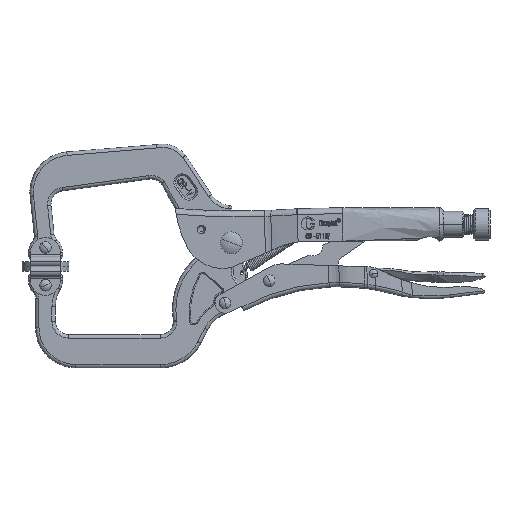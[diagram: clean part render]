
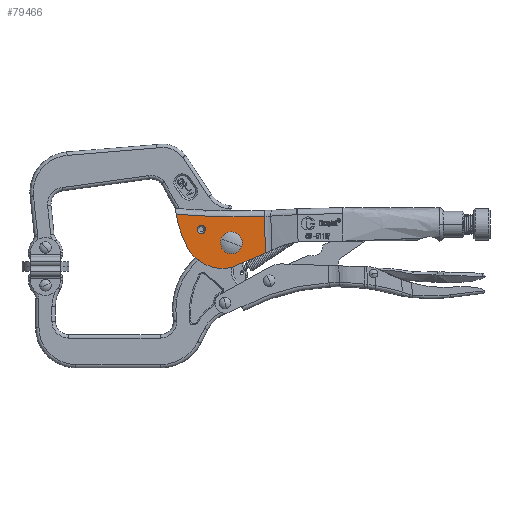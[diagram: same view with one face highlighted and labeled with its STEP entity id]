
A CAD part, top view. The second image highlights one B-rep face of the part: STEP entity #79466.
In plain terms, the highlighted planar face has unit normal (0, 0, 1).
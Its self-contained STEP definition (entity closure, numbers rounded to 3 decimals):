
#954 = DIRECTION ( 'NONE',  ( 0., 0., 1. ) ) ;
#1768 = CARTESIAN_POINT ( 'NONE',  ( 153.351, 78.701, 16. ) ) ;
#2652 = CARTESIAN_POINT ( 'NONE',  ( 128.768, 95.257, 16. ) ) ;
#6995 = AXIS2_PLACEMENT_3D ( 'NONE', #25440, #74211, #32470 ) ;
#7527 = EDGE_CURVE ( 'NONE', #30919, #54762, #20354, .T. ) ;
#7758 = ORIENTED_EDGE ( 'NONE', *, *, #83266, .T. ) ;
#8408 = VERTEX_POINT ( 'NONE', #73896 ) ;
#12520 = CARTESIAN_POINT ( 'NONE',  ( 132.973, 80.516, 16. ) ) ;
#14442 = CARTESIAN_POINT ( 'NONE',  ( 114.768, 103.257, 16. ) ) ;
#15747 = DIRECTION ( 'NONE',  ( 0., 0., -1. ) ) ;
#17759 = DIRECTION ( 'NONE',  ( 0., 0., -1. ) ) ;
#18851 = DIRECTION ( 'NONE',  ( -0.918, -0.397, 0. ) ) ;
#19072 = CARTESIAN_POINT ( 'NONE',  ( 132.768, 95.257, 16. ) ) ;
#20063 = ORIENTED_EDGE ( 'NONE', *, *, #7527, .F. ) ;
#20240 = AXIS2_PLACEMENT_3D ( 'NONE', #59527, #17759, #66532 ) ;
#20354 = CIRCLE ( 'NONE', #71000, 24. ) ;
#21469 = DIRECTION ( 'NONE',  ( 1., 0., 0. ) ) ;
#21679 = ORIENTED_EDGE ( 'NONE', *, *, #80307, .T. ) ;
#22082 = CARTESIAN_POINT ( 'NONE',  ( 137.514, 613.953, 16. ) ) ;
#24633 = CARTESIAN_POINT ( 'NONE',  ( 153.351, 78.701, 16. ) ) ;
#25216 = DIRECTION ( 'NONE',  ( 0., 0., -1. ) ) ;
#25440 = CARTESIAN_POINT ( 'NONE',  ( 132.768, 95.257, 16. ) ) ;
#25617 = EDGE_CURVE ( 'NONE', #43093, #62304, #83818, .T. ) ;
#25852 = ORIENTED_EDGE ( 'NONE', *, *, #25617, .T. ) ;
#26095 = DIRECTION ( 'NONE',  ( -1., 0., 0. ) ) ;
#26777 = VECTOR ( 'NONE', #18851, 1000. ) ;
#27082 = AXIS2_PLACEMENT_3D ( 'NONE', #22082, #70852, #29123 ) ;
#27612 = FACE_OUTER_BOUND ( 'NONE', #51453, .T. ) ;
#29123 = DIRECTION ( 'NONE',  ( -1., 0., 0. ) ) ;
#30919 = VERTEX_POINT ( 'NONE', #12520 ) ;
#31642 = DIRECTION ( 'NONE',  ( -0.026, 1., 0. ) ) ;
#31780 = AXIS2_PLACEMENT_3D ( 'NONE', #19072, #67834, #26095 ) ;
#32470 = DIRECTION ( 'NONE',  ( -1., 0., 0. ) ) ;
#33594 = EDGE_CURVE ( 'NONE', #54762, #62304, #89942, .T. ) ;
#33777 = CARTESIAN_POINT ( 'NONE',  ( 136.768, 95.257, 16. ) ) ;
#37725 = CARTESIAN_POINT ( 'NONE',  ( 106.335, 92.726, 16. ) ) ;
#38158 = ORIENTED_EDGE ( 'NONE', *, *, #63369, .F. ) ;
#39670 = CARTESIAN_POINT ( 'NONE',  ( 99.824, 112.246, 16. ) ) ;
#42309 = CARTESIAN_POINT ( 'NONE',  ( 117.268, 103.257, 16. ) ) ;
#42714 = CARTESIAN_POINT ( 'NONE',  ( 114.768, 103.257, 16. ) ) ;
#42877 = CARTESIAN_POINT ( 'NONE',  ( 152.507, 111.056, 16. ) ) ;
#43093 = VERTEX_POINT ( 'NONE', #42877 ) ;
#43982 = FACE_BOUND ( 'NONE', #81302, .T. ) ;
#45008 = VERTEX_POINT ( 'NONE', #33777 ) ;
#45444 = AXIS2_PLACEMENT_3D ( 'NONE', #1768, #15747, #64509 ) ;
#47856 = EDGE_CURVE ( 'NONE', #45008, #63884, #49335, .T. ) ;
#49335 = CIRCLE ( 'NONE', #31780, 4. ) ;
#49756 = DIRECTION ( 'NONE',  ( 1., 0., 0. ) ) ;
#51453 = EDGE_LOOP ( 'NONE', ( #21679, #25852, #82889, #20063, #38158 ) ) ;
#52976 = VERTEX_POINT ( 'NONE', #87017 ) ;
#54409 = VERTEX_POINT ( 'NONE', #42309 ) ;
#54762 = VERTEX_POINT ( 'NONE', #37725 ) ;
#54803 = VECTOR ( 'NONE', #31642, 1000. ) ;
#57505 = PLANE ( 'NONE',  #45444 ) ;
#59527 = CARTESIAN_POINT ( 'NONE',  ( 162.643, 122.354, 16. ) ) ;
#60624 = CARTESIAN_POINT ( 'NONE',  ( 160.813, 92.545, 16. ) ) ;
#62304 = VERTEX_POINT ( 'NONE', #39670 ) ;
#63217 = DIRECTION ( 'NONE',  ( 0., 0., 1. ) ) ;
#63369 = EDGE_CURVE ( 'NONE', #52976, #30919, #78038, .T. ) ;
#63691 = ORIENTED_EDGE ( 'NONE', *, *, #47856, .T. ) ;
#63884 = VERTEX_POINT ( 'NONE', #2652 ) ;
#64509 = DIRECTION ( 'NONE',  ( -1., 0., 0. ) ) ;
#66146 = EDGE_LOOP ( 'NONE', ( #7758, #63691 ) ) ;
#66445 = EDGE_CURVE ( 'NONE', #8408, #54409, #76722, .T. ) ;
#66532 = DIRECTION ( 'NONE',  ( -1., 0., 0. ) ) ;
#66979 = CARTESIAN_POINT ( 'NONE',  ( 127.574, 103.901, 16. ) ) ;
#67834 = DIRECTION ( 'NONE',  ( 0., 0., -1. ) ) ;
#70852 = DIRECTION ( 'NONE',  ( 0., 0., -1. ) ) ;
#71000 = AXIS2_PLACEMENT_3D ( 'NONE', #66979, #25216, #74007 ) ;
#72573 = AXIS2_PLACEMENT_3D ( 'NONE', #14442, #63217, #21469 ) ;
#73896 = CARTESIAN_POINT ( 'NONE',  ( 112.268, 103.257, 16. ) ) ;
#74007 = DIRECTION ( 'NONE',  ( -1., 0., 0. ) ) ;
#74211 = DIRECTION ( 'NONE',  ( 0., 0., -1. ) ) ;
#74589 = CIRCLE ( 'NONE', #81647, 2.5 ) ;
#75545 = LINE ( 'NONE', #24633, #54803 ) ;
#75847 = ORIENTED_EDGE ( 'NONE', *, *, #78610, .F. ) ;
#76722 = CIRCLE ( 'NONE', #72573, 2.5 ) ;
#78038 = LINE ( 'NONE', #60624, #26777 ) ;
#78610 = EDGE_CURVE ( 'NONE', #54409, #8408, #74589, .T. ) ;
#79466 = ADVANCED_FACE ( 'NONE', ( #43982, #81051, #27612 ), #57505, .F. ) ;
#80307 = EDGE_CURVE ( 'NONE', #52976, #43093, #75545, .T. ) ;
#81051 = FACE_BOUND ( 'NONE', #66146, .T. ) ;
#81302 = EDGE_LOOP ( 'NONE', ( #75847, #88086 ) ) ;
#81647 = AXIS2_PLACEMENT_3D ( 'NONE', #42714, #954, #49756 ) ;
#82889 = ORIENTED_EDGE ( 'NONE', *, *, #33594, .F. ) ;
#83266 = EDGE_CURVE ( 'NONE', #63884, #45008, #86441, .T. ) ;
#83818 = CIRCLE ( 'NONE', #27082, 503.12 ) ;
#86441 = CIRCLE ( 'NONE', #6995, 4. ) ;
#87017 = CARTESIAN_POINT ( 'NONE',  ( 153.077, 89.202, 16. ) ) ;
#88086 = ORIENTED_EDGE ( 'NONE', *, *, #66445, .F. ) ;
#89942 = CIRCLE ( 'NONE', #20240, 63.628 ) ;
